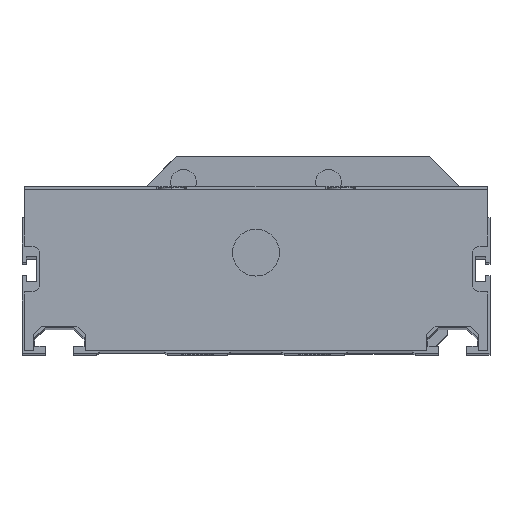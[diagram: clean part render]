
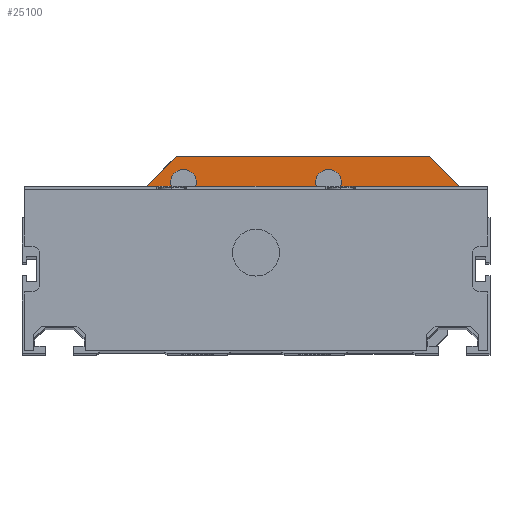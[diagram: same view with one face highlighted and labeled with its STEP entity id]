
A CAD part, top view. The second image highlights one B-rep face of the part: STEP entity #25100.
In plain terms, the highlighted planar face has unit normal (0, 0, 1).
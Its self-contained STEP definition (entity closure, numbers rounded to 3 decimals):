
#68 = ORIENTED_EDGE ( 'NONE', *, *, #12356, .F. ) ;
#771 = DIRECTION ( 'NONE',  ( 1., 0., 0. ) ) ;
#1020 = LINE ( 'NONE', #8950, #2664 ) ;
#1547 = VERTEX_POINT ( 'NONE', #19943 ) ;
#1932 = DIRECTION ( 'NONE',  ( 1., 0., 0. ) ) ;
#2189 = VECTOR ( 'NONE', #18410, 1000. ) ;
#2567 = DIRECTION ( 'NONE',  ( -1., 0., 0. ) ) ;
#2664 = VECTOR ( 'NONE', #21903, 1000. ) ;
#2719 = DIRECTION ( 'NONE',  ( 1., 0., 0. ) ) ;
#2730 = VERTEX_POINT ( 'NONE', #11528 ) ;
#2860 = CARTESIAN_POINT ( 'NONE',  ( -47.9, -0.25, 0. ) ) ;
#2994 = FACE_OUTER_BOUND ( 'NONE', #21114, .T. ) ;
#3598 = CIRCLE ( 'NONE', #21253, 3.25 ) ;
#4656 = CARTESIAN_POINT ( 'NONE',  ( -49.5, 13.5, 0. ) ) ;
#4795 = LINE ( 'NONE', #21649, #20349 ) ;
#4912 = EDGE_CURVE ( 'NONE', #8304, #24340, #1020, .T. ) ;
#5957 = DIRECTION ( 'NONE',  ( 0., 0., -1. ) ) ;
#6040 = CARTESIAN_POINT ( 'NONE',  ( -24.5, 13.5, 0. ) ) ;
#6718 = CARTESIAN_POINT ( 'NONE',  ( -17., 21., 0. ) ) ;
#6779 = EDGE_CURVE ( 'NONE', #21737, #10466, #18008, .T. ) ;
#7013 = PLANE ( 'NONE',  #14724 ) ;
#7940 = DIRECTION ( 'NONE',  ( -1., 0., 0. ) ) ;
#8304 = VERTEX_POINT ( 'NONE', #6040 ) ;
#8950 = CARTESIAN_POINT ( 'NONE',  ( -17., 21., 0. ) ) ;
#8954 = LINE ( 'NONE', #4656, #24929 ) ;
#9457 = EDGE_CURVE ( 'NONE', #24402, #15412, #14170, .T. ) ;
#9594 = EDGE_CURVE ( 'NONE', #24340, #21737, #4795, .T. ) ;
#9826 = VECTOR ( 'NONE', #11721, 1000. ) ;
#10129 = CARTESIAN_POINT ( 'NONE',  ( 37.13, 21., 0. ) ) ;
#10247 = CARTESIAN_POINT ( 'NONE',  ( -15.5, 15.5, 0. ) ) ;
#10466 = VERTEX_POINT ( 'NONE', #11750 ) ;
#10545 = CARTESIAN_POINT ( 'NONE',  ( 37.13, 21., 0. ) ) ;
#10790 = CARTESIAN_POINT ( 'NONE',  ( 12.938, 13.5, 0. ) ) ;
#10889 = CARTESIAN_POINT ( 'NONE',  ( 15.5, 15.5, 0. ) ) ;
#11260 = EDGE_CURVE ( 'NONE', #15412, #2730, #15819, .T. ) ;
#11298 = DIRECTION ( 'NONE',  ( 0., 0., 1. ) ) ;
#11528 = CARTESIAN_POINT ( 'NONE',  ( -12.938, 13.5, 0. ) ) ;
#11596 = LINE ( 'NONE', #24295, #9826 ) ;
#11721 = DIRECTION ( 'NONE',  ( -1., 0., 0. ) ) ;
#11750 = CARTESIAN_POINT ( 'NONE',  ( 44.63, 13.5, 0. ) ) ;
#12036 = VECTOR ( 'NONE', #7940, 1000. ) ;
#12154 = ORIENTED_EDGE ( 'NONE', *, *, #9457, .F. ) ;
#12289 = ORIENTED_EDGE ( 'NONE', *, *, #4912, .F. ) ;
#12356 = EDGE_CURVE ( 'NONE', #1547, #8304, #8954, .T. ) ;
#12553 = DIRECTION ( 'NONE',  ( 0., 0., -1. ) ) ;
#13473 = ORIENTED_EDGE ( 'NONE', *, *, #22589, .F. ) ;
#14170 = CIRCLE ( 'NONE', #18135, 3.25 ) ;
#14724 = AXIS2_PLACEMENT_3D ( 'NONE', #2860, #11298, #771 ) ;
#15412 = VERTEX_POINT ( 'NONE', #10790 ) ;
#15819 = LINE ( 'NONE', #22422, #12036 ) ;
#17458 = ORIENTED_EDGE ( 'NONE', *, *, #6779, .F. ) ;
#17811 = ORIENTED_EDGE ( 'NONE', *, *, #9594, .F. ) ;
#18008 = LINE ( 'NONE', #10129, #2189 ) ;
#18135 = AXIS2_PLACEMENT_3D ( 'NONE', #10889, #12553, #27142 ) ;
#18410 = DIRECTION ( 'NONE',  ( 0.707, -0.707, 0. ) ) ;
#19819 = ORIENTED_EDGE ( 'NONE', *, *, #22162, .F. ) ;
#19943 = CARTESIAN_POINT ( 'NONE',  ( -18.062, 13.5, 0. ) ) ;
#20349 = VECTOR ( 'NONE', #2719, 1000. ) ;
#21114 = EDGE_LOOP ( 'NONE', ( #68, #19819, #21115, #12154, #13473, #17458, #17811, #12289 ) ) ;
#21115 = ORIENTED_EDGE ( 'NONE', *, *, #11260, .F. ) ;
#21253 = AXIS2_PLACEMENT_3D ( 'NONE', #10247, #5957, #1932 ) ;
#21649 = CARTESIAN_POINT ( 'NONE',  ( 37.13, 21., 0. ) ) ;
#21737 = VERTEX_POINT ( 'NONE', #10545 ) ;
#21903 = DIRECTION ( 'NONE',  ( 0.707, 0.707, 0. ) ) ;
#22162 = EDGE_CURVE ( 'NONE', #2730, #1547, #3598, .T. ) ;
#22422 = CARTESIAN_POINT ( 'NONE',  ( -12.938, 13.5, 0. ) ) ;
#22589 = EDGE_CURVE ( 'NONE', #10466, #24402, #11596, .T. ) ;
#24295 = CARTESIAN_POINT ( 'NONE',  ( 18.062, 13.5, 0. ) ) ;
#24340 = VERTEX_POINT ( 'NONE', #6718 ) ;
#24402 = VERTEX_POINT ( 'NONE', #25757 ) ;
#24929 = VECTOR ( 'NONE', #2567, 1000. ) ;
#25100 = ADVANCED_FACE ( 'NONE', ( #2994 ), #7013, .T. ) ;
#25757 = CARTESIAN_POINT ( 'NONE',  ( 18.062, 13.5, 0. ) ) ;
#27142 = DIRECTION ( 'NONE',  ( 1., 0., 0. ) ) ;
